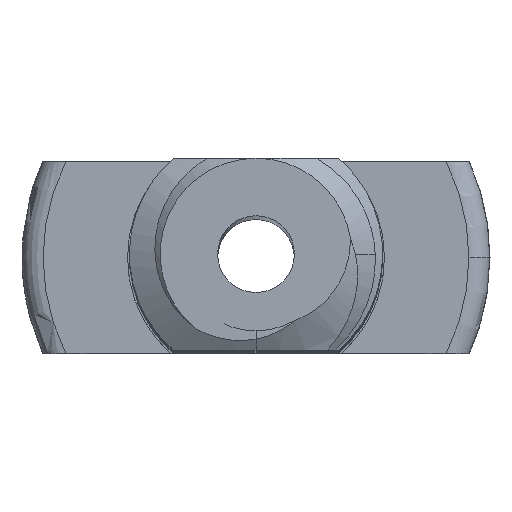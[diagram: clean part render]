
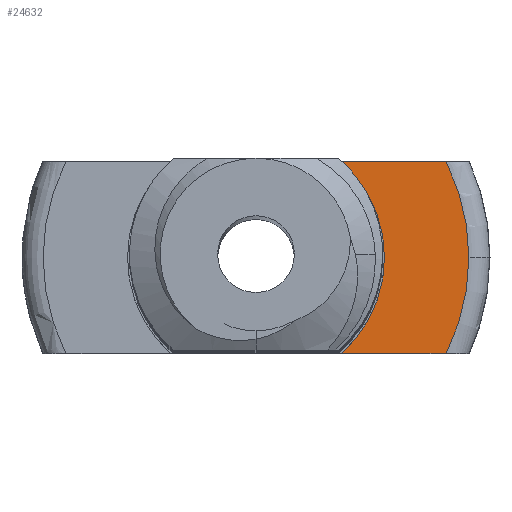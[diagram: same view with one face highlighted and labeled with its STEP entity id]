
A CAD part, top view. The second image highlights one B-rep face of the part: STEP entity #24632.
In plain terms, the highlighted planar face has unit normal (0, 0, 1).
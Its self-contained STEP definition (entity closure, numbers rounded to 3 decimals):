
#5145 = PLANE('',#5146);
#5146 = AXIS2_PLACEMENT_3D('',#5147,#5148,#5149);
#5147 = CARTESIAN_POINT('',(12.5,-2.5,65.494));
#5148 = DIRECTION('',(0.,1.,0.));
#5149 = DIRECTION('',(-1.,0.,0.));
#5934 = PLANE('',#5935);
#5935 = AXIS2_PLACEMENT_3D('',#5936,#5937,#5938);
#5936 = CARTESIAN_POINT('',(-12.5,2.5,65.494));
#5937 = DIRECTION('',(0.,-1.,0.));
#5938 = DIRECTION('',(1.,0.,0.));
#7815 = VERTEX_POINT('',#7816);
#7816 = CARTESIAN_POINT('',(2.23,-2.5,0.));
#7830 = CYLINDRICAL_SURFACE('',#7831,3.35);
#7831 = AXIS2_PLACEMENT_3D('',#7832,#7833,#7834);
#7832 = CARTESIAN_POINT('',(0.,0.,1.8)
  );
#7833 = DIRECTION('',(0.,0.,-1.));
#7834 = DIRECTION('',(1.,0.,0.));
#7842 = EDGE_CURVE('',#7843,#7815,#7845,.T.);
#7843 = VERTEX_POINT('',#7844);
#7844 = CARTESIAN_POINT('',(4.955,-2.5,0.));
#7845 = SURFACE_CURVE('',#7846,(#7850,#7857),.PCURVE_S1.);
#7846 = LINE('',#7847,#7848);
#7847 = CARTESIAN_POINT('',(6.25,-2.5,0.));
#7848 = VECTOR('',#7849,1.);
#7849 = DIRECTION('',(-1.,0.,0.));
#7850 = PCURVE('',#5145,#7851);
#7851 = DEFINITIONAL_REPRESENTATION('',(#7852),#7856);
#7852 = LINE('',#7853,#7854);
#7853 = CARTESIAN_POINT('',(6.25,-65.494));
#7854 = VECTOR('',#7855,1.);
#7855 = DIRECTION('',(1.,0.));
#7856 = ( GEOMETRIC_REPRESENTATION_CONTEXT(2) 
PARAMETRIC_REPRESENTATION_CONTEXT() REPRESENTATION_CONTEXT('2D SPACE',''
  ) );
#7857 = PCURVE('',#7858,#7863);
#7858 = PLANE('',#7859);
#7859 = AXIS2_PLACEMENT_3D('',#7860,#7861,#7862);
#7860 = CARTESIAN_POINT('',(0.,0.,
    0.));
#7861 = DIRECTION('',(0.,0.,-1.));
#7862 = DIRECTION('',(1.,0.,0.));
#7863 = DEFINITIONAL_REPRESENTATION('',(#7864),#7868);
#7864 = LINE('',#7865,#7866);
#7865 = CARTESIAN_POINT('',(6.25,2.5));
#7866 = VECTOR('',#7867,1.);
#7867 = DIRECTION('',(-1.,0.));
#7868 = ( GEOMETRIC_REPRESENTATION_CONTEXT(2) 
PARAMETRIC_REPRESENTATION_CONTEXT() REPRESENTATION_CONTEXT('2D SPACE',''
  ) );
#7924 = TOROIDAL_SURFACE('',#7925,5.55,0.55);
#7925 = AXIS2_PLACEMENT_3D('',#7926,#7927,#7928);
#7926 = CARTESIAN_POINT('',(0.,0.,-0.55)
  );
#7927 = DIRECTION('',(0.,0.,1.));
#7928 = DIRECTION('',(1.,0.,0.));
#20165 = TOROIDAL_SURFACE('',#20166,5.55,0.55);
#20166 = AXIS2_PLACEMENT_3D('',#20167,#20168,#20169);
#20167 = CARTESIAN_POINT('',(0.,0.,-0.55
    ));
#20168 = DIRECTION('',(0.,0.,1.));
#20169 = DIRECTION('',(1.,0.,0.));
#22277 = VERTEX_POINT('',#22278);
#22278 = CARTESIAN_POINT('',(4.955,2.5,0.));
#22356 = EDGE_CURVE('',#22357,#22277,#22359,.T.);
#22357 = VERTEX_POINT('',#22358);
#22358 = CARTESIAN_POINT('',(2.23,2.5,0.));
#22359 = SURFACE_CURVE('',#22360,(#22364,#22371),.PCURVE_S1.);
#22360 = LINE('',#22361,#22362);
#22361 = CARTESIAN_POINT('',(-6.25,2.5,0.));
#22362 = VECTOR('',#22363,1.);
#22363 = DIRECTION('',(1.,0.,0.));
#22364 = PCURVE('',#5934,#22365);
#22365 = DEFINITIONAL_REPRESENTATION('',(#22366),#22370);
#22366 = LINE('',#22367,#22368);
#22367 = CARTESIAN_POINT('',(6.25,-65.494));
#22368 = VECTOR('',#22369,1.);
#22369 = DIRECTION('',(1.,0.));
#22370 = ( GEOMETRIC_REPRESENTATION_CONTEXT(2) 
PARAMETRIC_REPRESENTATION_CONTEXT() REPRESENTATION_CONTEXT('2D SPACE',''
  ) );
#22371 = PCURVE('',#7858,#22372);
#22372 = DEFINITIONAL_REPRESENTATION('',(#22373),#22377);
#22373 = LINE('',#22374,#22375);
#22374 = CARTESIAN_POINT('',(-6.25,-2.5));
#22375 = VECTOR('',#22376,1.);
#22376 = DIRECTION('',(1.,0.));
#22377 = ( GEOMETRIC_REPRESENTATION_CONTEXT(2) 
PARAMETRIC_REPRESENTATION_CONTEXT() REPRESENTATION_CONTEXT('2D SPACE',''
  ) );
#22393 = CYLINDRICAL_SURFACE('',#22394,3.35);
#22394 = AXIS2_PLACEMENT_3D('',#22395,#22396,#22397);
#22395 = CARTESIAN_POINT('',(0.,0.,1.8)
  );
#22396 = DIRECTION('',(0.,0.,-1.));
#22397 = DIRECTION('',(1.,0.,0.));
#24587 = VERTEX_POINT('',#24588);
#24588 = CARTESIAN_POINT('',(3.35,0.,0.
    ));
#24611 = EDGE_CURVE('',#24587,#7815,#24612,.T.);
#24612 = SURFACE_CURVE('',#24613,(#24618,#24625),.PCURVE_S1.);
#24613 = CIRCLE('',#24614,3.35);
#24614 = AXIS2_PLACEMENT_3D('',#24615,#24616,#24617);
#24615 = CARTESIAN_POINT('',(0.,0.,
    0.));
#24616 = DIRECTION('',(0.,0.,-1.));
#24617 = DIRECTION('',(1.,0.,0.));
#24618 = PCURVE('',#7830,#24619);
#24619 = DEFINITIONAL_REPRESENTATION('',(#24620),#24624);
#24620 = LINE('',#24621,#24622);
#24621 = CARTESIAN_POINT('',(0.,1.8));
#24622 = VECTOR('',#24623,1.);
#24623 = DIRECTION('',(1.,0.));
#24624 = ( GEOMETRIC_REPRESENTATION_CONTEXT(2) 
PARAMETRIC_REPRESENTATION_CONTEXT() REPRESENTATION_CONTEXT('2D SPACE',''
  ) );
#24625 = PCURVE('',#7858,#24626);
#24626 = DEFINITIONAL_REPRESENTATION('',(#24627),#24631);
#24627 = CIRCLE('',#24628,3.35);
#24628 = AXIS2_PLACEMENT_2D('',#24629,#24630);
#24629 = CARTESIAN_POINT('',(0.,0.));
#24630 = DIRECTION('',(1.,0.));
#24631 = ( GEOMETRIC_REPRESENTATION_CONTEXT(2) 
PARAMETRIC_REPRESENTATION_CONTEXT() REPRESENTATION_CONTEXT('2D SPACE',''
  ) );
#24632 = ADVANCED_FACE('',(#24633),#7858,.F.);
#24633 = FACE_BOUND('',#24634,.T.);
#24634 = EDGE_LOOP('',(#24635,#24657,#24658,#24659,#24683,#24705));
#24635 = ORIENTED_EDGE('',*,*,#24636,.T.);
#24636 = EDGE_CURVE('',#22357,#24587,#24637,.T.);
#24637 = SURFACE_CURVE('',#24638,(#24643,#24650),.PCURVE_S1.);
#24638 = CIRCLE('',#24639,3.35);
#24639 = AXIS2_PLACEMENT_3D('',#24640,#24641,#24642);
#24640 = CARTESIAN_POINT('',(0.,0.,
    0.));
#24641 = DIRECTION('',(0.,0.,-1.));
#24642 = DIRECTION('',(1.,0.,0.));
#24643 = PCURVE('',#7858,#24644);
#24644 = DEFINITIONAL_REPRESENTATION('',(#24645),#24649);
#24645 = CIRCLE('',#24646,3.35);
#24646 = AXIS2_PLACEMENT_2D('',#24647,#24648);
#24647 = CARTESIAN_POINT('',(0.,0.));
#24648 = DIRECTION('',(1.,0.));
#24649 = ( GEOMETRIC_REPRESENTATION_CONTEXT(2) 
PARAMETRIC_REPRESENTATION_CONTEXT() REPRESENTATION_CONTEXT('2D SPACE',''
  ) );
#24650 = PCURVE('',#22393,#24651);
#24651 = DEFINITIONAL_REPRESENTATION('',(#24652),#24656);
#24652 = LINE('',#24653,#24654);
#24653 = CARTESIAN_POINT('',(0.,1.8));
#24654 = VECTOR('',#24655,1.);
#24655 = DIRECTION('',(1.,0.));
#24656 = ( GEOMETRIC_REPRESENTATION_CONTEXT(2) 
PARAMETRIC_REPRESENTATION_CONTEXT() REPRESENTATION_CONTEXT('2D SPACE',''
  ) );
#24657 = ORIENTED_EDGE('',*,*,#24611,.T.);
#24658 = ORIENTED_EDGE('',*,*,#7842,.F.);
#24659 = ORIENTED_EDGE('',*,*,#24660,.F.);
#24660 = EDGE_CURVE('',#24661,#7843,#24663,.T.);
#24661 = VERTEX_POINT('',#24662);
#24662 = CARTESIAN_POINT('',(5.55,0.,0.
    ));
#24663 = SURFACE_CURVE('',#24664,(#24669,#24676),.PCURVE_S1.);
#24664 = CIRCLE('',#24665,5.55);
#24665 = AXIS2_PLACEMENT_3D('',#24666,#24667,#24668);
#24666 = CARTESIAN_POINT('',(0.,0.,
    0.));
#24667 = DIRECTION('',(0.,0.,-1.));
#24668 = DIRECTION('',(1.,0.,0.));
#24669 = PCURVE('',#7858,#24670);
#24670 = DEFINITIONAL_REPRESENTATION('',(#24671),#24675);
#24671 = CIRCLE('',#24672,5.55);
#24672 = AXIS2_PLACEMENT_2D('',#24673,#24674);
#24673 = CARTESIAN_POINT('',(0.,0.));
#24674 = DIRECTION('',(1.,0.));
#24675 = ( GEOMETRIC_REPRESENTATION_CONTEXT(2) 
PARAMETRIC_REPRESENTATION_CONTEXT() REPRESENTATION_CONTEXT('2D SPACE',''
  ) );
#24676 = PCURVE('',#7924,#24677);
#24677 = DEFINITIONAL_REPRESENTATION('',(#24678),#24682);
#24678 = LINE('',#24679,#24680);
#24679 = CARTESIAN_POINT('',(0.,7.854));
#24680 = VECTOR('',#24681,1.);
#24681 = DIRECTION('',(-1.,0.));
#24682 = ( GEOMETRIC_REPRESENTATION_CONTEXT(2) 
PARAMETRIC_REPRESENTATION_CONTEXT() REPRESENTATION_CONTEXT('2D SPACE',''
  ) );
#24683 = ORIENTED_EDGE('',*,*,#24684,.F.);
#24684 = EDGE_CURVE('',#22277,#24661,#24685,.T.);
#24685 = SURFACE_CURVE('',#24686,(#24691,#24698),.PCURVE_S1.);
#24686 = CIRCLE('',#24687,5.55);
#24687 = AXIS2_PLACEMENT_3D('',#24688,#24689,#24690);
#24688 = CARTESIAN_POINT('',(0.,0.,
    0.));
#24689 = DIRECTION('',(0.,0.,-1.));
#24690 = DIRECTION('',(1.,0.,0.));
#24691 = PCURVE('',#7858,#24692);
#24692 = DEFINITIONAL_REPRESENTATION('',(#24693),#24697);
#24693 = CIRCLE('',#24694,5.55);
#24694 = AXIS2_PLACEMENT_2D('',#24695,#24696);
#24695 = CARTESIAN_POINT('',(0.,0.));
#24696 = DIRECTION('',(1.,0.));
#24697 = ( GEOMETRIC_REPRESENTATION_CONTEXT(2) 
PARAMETRIC_REPRESENTATION_CONTEXT() REPRESENTATION_CONTEXT('2D SPACE',''
  ) );
#24698 = PCURVE('',#20165,#24699);
#24699 = DEFINITIONAL_REPRESENTATION('',(#24700),#24704);
#24700 = LINE('',#24701,#24702);
#24701 = CARTESIAN_POINT('',(0.,7.854));
#24702 = VECTOR('',#24703,1.);
#24703 = DIRECTION('',(-1.,0.));
#24704 = ( GEOMETRIC_REPRESENTATION_CONTEXT(2) 
PARAMETRIC_REPRESENTATION_CONTEXT() REPRESENTATION_CONTEXT('2D SPACE',''
  ) );
#24705 = ORIENTED_EDGE('',*,*,#22356,.F.);
